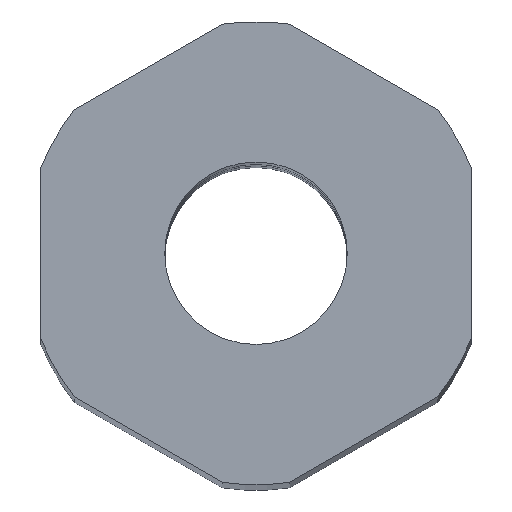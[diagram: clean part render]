
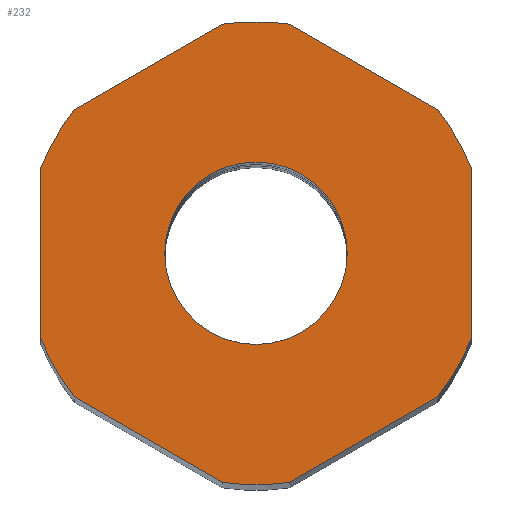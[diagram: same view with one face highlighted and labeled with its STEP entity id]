
A CAD part, top view. The second image highlights one B-rep face of the part: STEP entity #232.
In plain terms, the highlighted planar face has unit normal (0, 0, 1).
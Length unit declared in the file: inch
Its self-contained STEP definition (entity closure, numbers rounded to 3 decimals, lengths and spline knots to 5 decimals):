
#11 = DIRECTION ( 'NONE',  ( 0., 0., 1. ) ) ;
#14 = VECTOR ( 'NONE', #443, 39.37008 ) ;
#17 = CIRCLE ( 'NONE', #286, 0.20177 ) ;
#28 = CIRCLE ( 'NONE', #250, 0.20177 ) ;
#46 = DIRECTION ( 'NONE',  ( 1., 0., 0. ) ) ;
#58 = CARTESIAN_POINT ( 'NONE',  ( 0.0292, 0.19965, 1.375 ) ) ;
#60 = DIRECTION ( 'NONE',  ( 0.866, 0.5, 0. ) ) ;
#62 = EDGE_LOOP ( 'NONE', ( #387, #682 ) ) ;
#68 = LINE ( 'NONE', #605, #757 ) ;
#78 = CARTESIAN_POINT ( 'NONE',  ( -0.0795, 0., 1.375 ) ) ;
#80 = CARTESIAN_POINT ( 'NONE',  ( 0., 0., 1.375 ) ) ;
#86 = EDGE_CURVE ( 'NONE', #477, #544, #745, .T. ) ;
#92 = DIRECTION ( 'NONE',  ( 0., -1., 0. ) ) ;
#93 = AXIS2_PLACEMENT_3D ( 'NONE', #153, #568, #753 ) ;
#97 = DIRECTION ( 'NONE',  ( 1., 0., 0. ) ) ;
#110 = VERTEX_POINT ( 'NONE', #696 ) ;
#111 = EDGE_CURVE ( 'NONE', #606, #229, #756, .T. ) ;
#113 = CARTESIAN_POINT ( 'NONE',  ( 0.1583, -0.12511, 1.375 ) ) ;
#121 = DIRECTION ( 'NONE',  ( -0.866, 0.5, 0. ) ) ;
#130 = VERTEX_POINT ( 'NONE', #388 ) ;
#132 = DIRECTION ( 'NONE',  ( 0., 0., 1. ) ) ;
#139 = ORIENTED_EDGE ( 'NONE', *, *, #111, .T. ) ;
#140 = CARTESIAN_POINT ( 'NONE',  ( 0., 0., 1.375 ) ) ;
#144 = DIRECTION ( 'NONE',  ( 0., 0., 1. ) ) ;
#153 = CARTESIAN_POINT ( 'NONE',  ( 0., 0., 1.375 ) ) ;
#157 = CARTESIAN_POINT ( 'NONE',  ( 0., 0., 1.375 ) ) ;
#159 = CIRCLE ( 'NONE', #681, 0.0795 ) ;
#174 = DIRECTION ( 'NONE',  ( 0., 0., 1. ) ) ;
#175 = VERTEX_POINT ( 'NONE', #773 ) ;
#180 = LINE ( 'NONE', #667, #512 ) ;
#186 = ORIENTED_EDGE ( 'NONE', *, *, #213, .T. ) ;
#194 = CIRCLE ( 'NONE', #236, 0.20177 ) ;
#205 = VERTEX_POINT ( 'NONE', #706 ) ;
#213 = EDGE_CURVE ( 'NONE', #364, #490, #17, .T. ) ;
#221 = VECTOR ( 'NONE', #92, 39.37008 ) ;
#229 = VERTEX_POINT ( 'NONE', #641 ) ;
#232 = ADVANCED_FACE ( 'NONE', ( #282, #513 ), #655, .T. ) ;
#235 = ORIENTED_EDGE ( 'NONE', *, *, #729, .T. ) ;
#236 = AXIS2_PLACEMENT_3D ( 'NONE', #690, #144, #389 ) ;
#242 = ORIENTED_EDGE ( 'NONE', *, *, #285, .T. ) ;
#250 = AXIS2_PLACEMENT_3D ( 'NONE', #321, #132, #676 ) ;
#262 = LINE ( 'NONE', #749, #221 ) ;
#268 = CARTESIAN_POINT ( 'NONE',  ( 0.1875, 0., 1.375 ) ) ;
#282 = FACE_BOUND ( 'NONE', #62, .T. ) ;
#285 = EDGE_CURVE ( 'NONE', #175, #292, #180, .T. ) ;
#286 = AXIS2_PLACEMENT_3D ( 'NONE', #157, #519, #472 ) ;
#292 = VERTEX_POINT ( 'NONE', #58 ) ;
#296 = ORIENTED_EDGE ( 'NONE', *, *, #368, .T. ) ;
#319 = CARTESIAN_POINT ( 'NONE',  ( 0., 0., 1.375 ) ) ;
#320 = EDGE_CURVE ( 'NONE', #292, #130, #658, .T. ) ;
#321 = CARTESIAN_POINT ( 'NONE',  ( 0., 0., 1.375 ) ) ;
#331 = DIRECTION ( 'NONE',  ( 0., 0., 1. ) ) ;
#337 = CARTESIAN_POINT ( 'NONE',  ( -0.09375, -0.16238, 1.375 ) ) ;
#340 = LINE ( 'NONE', #337, #654 ) ;
#348 = CARTESIAN_POINT ( 'NONE',  ( -0.09375, 0.16238, 1.375 ) ) ;
#353 = DIRECTION ( 'NONE',  ( 0.866, -0.5, 0. ) ) ;
#357 = CARTESIAN_POINT ( 'NONE',  ( 0., 0., 1.375 ) ) ;
#364 = VERTEX_POINT ( 'NONE', #631 ) ;
#368 = EDGE_CURVE ( 'NONE', #229, #439, #340, .T. ) ;
#387 = ORIENTED_EDGE ( 'NONE', *, *, #617, .F. ) ;
#388 = CARTESIAN_POINT ( 'NONE',  ( -0.0292, 0.19965, 1.375 ) ) ;
#389 = DIRECTION ( 'NONE',  ( 1., 0., 0. ) ) ;
#395 = EDGE_CURVE ( 'NONE', #723, #537, #28, .T. ) ;
#396 = DIRECTION ( 'NONE',  ( 0., 0., 1. ) ) ;
#397 = EDGE_LOOP ( 'NONE', ( #506, #679, #242, #501, #235, #186, #423, #139, #296, #736, #620, #413 ) ) ;
#413 = ORIENTED_EDGE ( 'NONE', *, *, #395, .T. ) ;
#416 = DIRECTION ( 'NONE',  ( -0.866, -0.5, 0. ) ) ;
#423 = ORIENTED_EDGE ( 'NONE', *, *, #486, .T. ) ;
#424 = EDGE_CURVE ( 'NONE', #110, #723, #68, .T. ) ;
#439 = VERTEX_POINT ( 'NONE', #673 ) ;
#443 = DIRECTION ( 'NONE',  ( 0., 1., 0. ) ) ;
#472 = DIRECTION ( 'NONE',  ( 1., 0., 0. ) ) ;
#477 = VERTEX_POINT ( 'NONE', #78 ) ;
#479 = LINE ( 'NONE', #348, #598 ) ;
#486 = EDGE_CURVE ( 'NONE', #490, #606, #262, .T. ) ;
#490 = VERTEX_POINT ( 'NONE', #701 ) ;
#501 = ORIENTED_EDGE ( 'NONE', *, *, #320, .T. ) ;
#506 = ORIENTED_EDGE ( 'NONE', *, *, #565, .T. ) ;
#512 = VECTOR ( 'NONE', #121, 39.37008 ) ;
#513 = FACE_OUTER_BOUND ( 'NONE', #397, .T. ) ;
#516 = CARTESIAN_POINT ( 'NONE',  ( 0.1875, -0.07454, 1.375 ) ) ;
#519 = DIRECTION ( 'NONE',  ( 0., 0., 1. ) ) ;
#527 = EDGE_CURVE ( 'NONE', #205, #175, #561, .T. ) ;
#537 = VERTEX_POINT ( 'NONE', #516 ) ;
#544 = VERTEX_POINT ( 'NONE', #576 ) ;
#549 = AXIS2_PLACEMENT_3D ( 'NONE', #140, #396, #630 ) ;
#561 = CIRCLE ( 'NONE', #93, 0.20177 ) ;
#565 = EDGE_CURVE ( 'NONE', #537, #205, #741, .T. ) ;
#568 = DIRECTION ( 'NONE',  ( 0., 0., 1. ) ) ;
#572 = AXIS2_PLACEMENT_3D ( 'NONE', #319, #11, #685 ) ;
#576 = CARTESIAN_POINT ( 'NONE',  ( 0.0795, 0., 1.375 ) ) ;
#593 = EDGE_CURVE ( 'NONE', #439, #110, #194, .T. ) ;
#598 = VECTOR ( 'NONE', #416, 39.37008 ) ;
#605 = CARTESIAN_POINT ( 'NONE',  ( 0.09375, -0.16238, 1.375 ) ) ;
#606 = VERTEX_POINT ( 'NONE', #643 ) ;
#617 = EDGE_CURVE ( 'NONE', #544, #477, #159, .T. ) ;
#620 = ORIENTED_EDGE ( 'NONE', *, *, #424, .T. ) ;
#630 = DIRECTION ( 'NONE',  ( 1., 0., 0. ) ) ;
#631 = CARTESIAN_POINT ( 'NONE',  ( -0.1583, 0.12511, 1.375 ) ) ;
#641 = CARTESIAN_POINT ( 'NONE',  ( -0.1583, -0.12511, 1.375 ) ) ;
#643 = CARTESIAN_POINT ( 'NONE',  ( -0.1875, -0.07454, 1.375 ) ) ;
#654 = VECTOR ( 'NONE', #353, 39.37008 ) ;
#655 = PLANE ( 'NONE',  #699 ) ;
#658 = CIRCLE ( 'NONE', #572, 0.20177 ) ;
#667 = CARTESIAN_POINT ( 'NONE',  ( 0.09375, 0.16238, 1.375 ) ) ;
#673 = CARTESIAN_POINT ( 'NONE',  ( -0.0292, -0.19965, 1.375 ) ) ;
#676 = DIRECTION ( 'NONE',  ( 1., 0., 0. ) ) ;
#679 = ORIENTED_EDGE ( 'NONE', *, *, #527, .T. ) ;
#681 = AXIS2_PLACEMENT_3D ( 'NONE', #357, #174, #46 ) ;
#682 = ORIENTED_EDGE ( 'NONE', *, *, #86, .F. ) ;
#685 = DIRECTION ( 'NONE',  ( 1., 0., 0. ) ) ;
#690 = CARTESIAN_POINT ( 'NONE',  ( 0., 0., 1.375 ) ) ;
#696 = CARTESIAN_POINT ( 'NONE',  ( 0.0292, -0.19965, 1.375 ) ) ;
#699 = AXIS2_PLACEMENT_3D ( 'NONE', #771, #758, #97 ) ;
#701 = CARTESIAN_POINT ( 'NONE',  ( -0.1875, 0.07454, 1.375 ) ) ;
#703 = DIRECTION ( 'NONE',  ( 1., 0., 0. ) ) ;
#706 = CARTESIAN_POINT ( 'NONE',  ( 0.1875, 0.07454, 1.375 ) ) ;
#723 = VERTEX_POINT ( 'NONE', #113 ) ;
#729 = EDGE_CURVE ( 'NONE', #130, #364, #479, .T. ) ;
#730 = AXIS2_PLACEMENT_3D ( 'NONE', #80, #331, #703 ) ;
#736 = ORIENTED_EDGE ( 'NONE', *, *, #593, .T. ) ;
#741 = LINE ( 'NONE', #268, #14 ) ;
#745 = CIRCLE ( 'NONE', #730, 0.0795 ) ;
#749 = CARTESIAN_POINT ( 'NONE',  ( -0.1875, 0., 1.375 ) ) ;
#753 = DIRECTION ( 'NONE',  ( 1., 0., 0. ) ) ;
#756 = CIRCLE ( 'NONE', #549, 0.20177 ) ;
#757 = VECTOR ( 'NONE', #60, 39.37008 ) ;
#758 = DIRECTION ( 'NONE',  ( 0., 0., 1. ) ) ;
#771 = CARTESIAN_POINT ( 'NONE',  ( 0., 0., 1.375 ) ) ;
#773 = CARTESIAN_POINT ( 'NONE',  ( 0.1583, 0.12511, 1.375 ) ) ;
